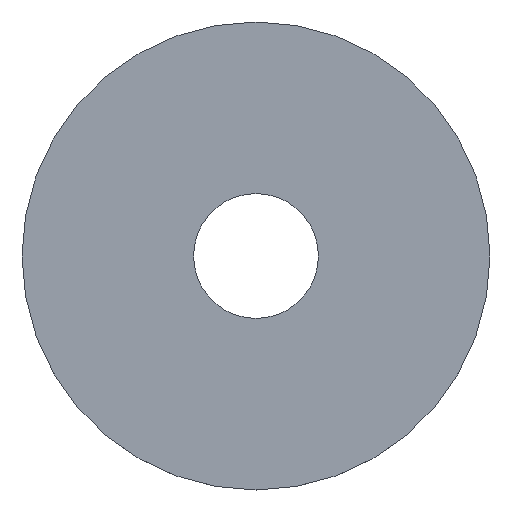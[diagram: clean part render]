
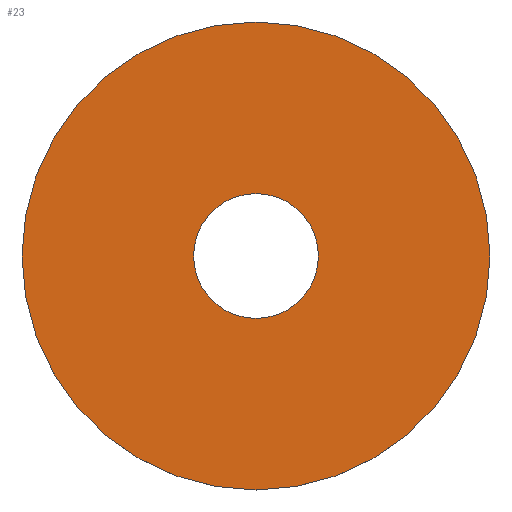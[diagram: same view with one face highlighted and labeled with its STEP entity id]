
A CAD part, top view. The second image highlights one B-rep face of the part: STEP entity #23.
In plain terms, the highlighted planar face has unit normal (0, 0, 1).
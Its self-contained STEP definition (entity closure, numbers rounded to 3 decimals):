
#1 = AXIS2_PLACEMENT_3D ( 'NONE', #137, #34, #9 ) ;
#4 = EDGE_CURVE ( 'NONE', #162, #162, #150, .T. ) ;
#9 = DIRECTION ( 'NONE',  ( 0., 1., 0. ) ) ;
#13 = ORIENTED_EDGE ( 'NONE', *, *, #69, .T. ) ;
#20 = EDGE_LOOP ( 'NONE', ( #13 ) ) ;
#21 = CARTESIAN_POINT ( 'NONE',  ( 0., 15., 0.7 ) ) ;
#23 = ADVANCED_FACE ( 'NONE', ( #81, #138 ), #94, .T. ) ;
#33 = VERTEX_POINT ( 'NONE', #104 ) ;
#34 = DIRECTION ( 'NONE',  ( 0., 0., -1. ) ) ;
#35 = EDGE_LOOP ( 'NONE', ( #83 ) ) ;
#36 = DIRECTION ( 'NONE',  ( 0., 0., 1. ) ) ;
#46 = DIRECTION ( 'NONE',  ( 0., 0., -1. ) ) ;
#60 = DIRECTION ( 'NONE',  ( 0., -1., 0. ) ) ;
#69 = EDGE_CURVE ( 'NONE', #33, #33, #146, .T. ) ;
#72 = CARTESIAN_POINT ( 'NONE',  ( 0., 4., 0.7 ) ) ;
#81 = FACE_BOUND ( 'NONE', #20, .T. ) ;
#83 = ORIENTED_EDGE ( 'NONE', *, *, #4, .F. ) ;
#94 = PLANE ( 'NONE',  #111 ) ;
#104 = CARTESIAN_POINT ( 'NONE',  ( 0., 4., 0.7 ) ) ;
#107 = AXIS2_PLACEMENT_3D ( 'NONE', #123, #46, #108 ) ;
#108 = DIRECTION ( 'NONE',  ( 0., 1., 0. ) ) ;
#111 = AXIS2_PLACEMENT_3D ( 'NONE', #72, #36, #60 ) ;
#123 = CARTESIAN_POINT ( 'NONE',  ( 0., 0., 0.7 ) ) ;
#137 = CARTESIAN_POINT ( 'NONE',  ( 0., 0., 0.7 ) ) ;
#138 = FACE_OUTER_BOUND ( 'NONE', #35, .T. ) ;
#146 = CIRCLE ( 'NONE', #107, 4. ) ;
#150 = CIRCLE ( 'NONE', #1, 15. ) ;
#162 = VERTEX_POINT ( 'NONE', #21 ) ;
